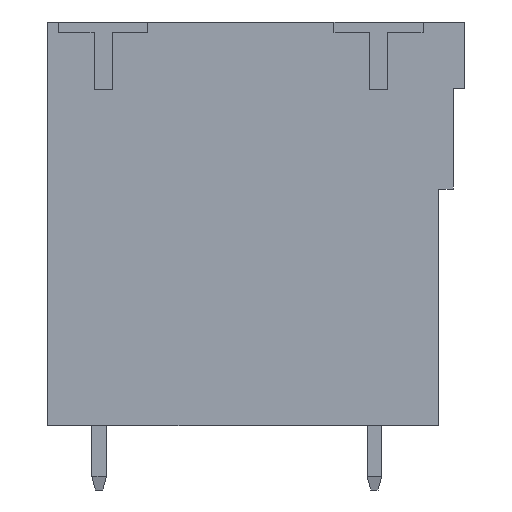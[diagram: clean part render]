
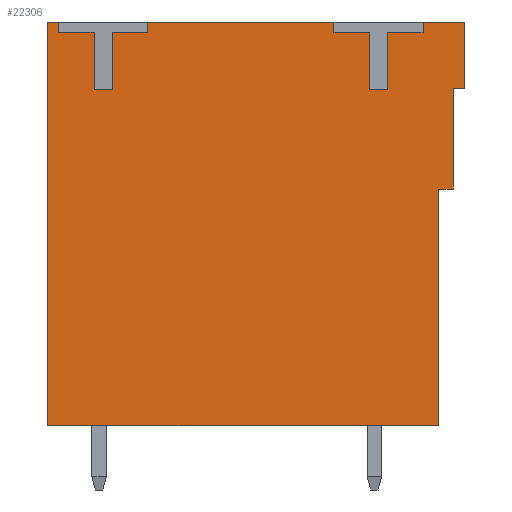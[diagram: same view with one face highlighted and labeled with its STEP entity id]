
A CAD part, left-side view. The second image highlights one B-rep face of the part: STEP entity #22306.
In plain terms, the highlighted planar face has unit normal (-1, 0, 0).
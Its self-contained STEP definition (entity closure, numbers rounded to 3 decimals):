
#5548=ORIENTED_EDGE('',*,*,#6916,.T.);
#5549=ORIENTED_EDGE('',*,*,#6630,.T.);
#5550=ORIENTED_EDGE('',*,*,#6634,.T.);
#5551=ORIENTED_EDGE('',*,*,#6652,.T.);
#5552=ORIENTED_EDGE('',*,*,#6649,.T.);
#5553=ORIENTED_EDGE('',*,*,#6646,.T.);
#5554=ORIENTED_EDGE('',*,*,#6643,.T.);
#5555=ORIENTED_EDGE('',*,*,#6640,.T.);
#5556=ORIENTED_EDGE('',*,*,#6923,.T.);
#5557=ORIENTED_EDGE('',*,*,#9219,.T.);
#5558=ORIENTED_EDGE('',*,*,#9221,.T.);
#5559=ORIENTED_EDGE('',*,*,#9223,.T.);
#5560=ORIENTED_EDGE('',*,*,#9225,.T.);
#5561=ORIENTED_EDGE('',*,*,#9227,.T.);
#5562=ORIENTED_EDGE('',*,*,#9229,.T.);
#5563=ORIENTED_EDGE('',*,*,#9230,.T.);
#5564=ORIENTED_EDGE('',*,*,#6920,.T.);
#5565=ORIENTED_EDGE('',*,*,#9232,.T.);
#5566=ORIENTED_EDGE('',*,*,#9234,.T.);
#5567=ORIENTED_EDGE('',*,*,#9236,.T.);
#5568=ORIENTED_EDGE('',*,*,#9238,.T.);
#5569=ORIENTED_EDGE('',*,*,#9240,.T.);
#5570=ORIENTED_EDGE('',*,*,#9242,.T.);
#5571=ORIENTED_EDGE('',*,*,#9243,.T.);
#6630=EDGE_CURVE('',#9777,#9776,#11818,.T.);
#6634=EDGE_CURVE('',#9776,#9779,#11822,.T.);
#6640=EDGE_CURVE('',#9785,#9784,#11828,.T.);
#6643=EDGE_CURVE('',#9787,#9785,#11831,.T.);
#6646=EDGE_CURVE('',#9789,#9787,#11834,.T.);
#6649=EDGE_CURVE('',#9791,#9789,#11837,.T.);
#6652=EDGE_CURVE('',#9779,#9791,#11840,.T.);
#6916=EDGE_CURVE('',#10047,#9777,#12096,.T.);
#6920=EDGE_CURVE('',#10051,#10050,#12100,.T.);
#6923=EDGE_CURVE('',#9784,#10052,#12103,.T.);
#9219=EDGE_CURVE('',#10052,#11448,#14247,.T.);
#9221=EDGE_CURVE('',#11448,#11449,#14249,.T.);
#9223=EDGE_CURVE('',#11449,#11450,#14251,.T.);
#9225=EDGE_CURVE('',#11450,#11451,#14253,.T.);
#9227=EDGE_CURVE('',#11451,#11452,#14255,.T.);
#9229=EDGE_CURVE('',#11452,#11453,#14257,.T.);
#9230=EDGE_CURVE('',#11453,#10051,#14258,.T.);
#9232=EDGE_CURVE('',#10050,#11454,#14260,.T.);
#9234=EDGE_CURVE('',#11454,#11455,#14262,.T.);
#9236=EDGE_CURVE('',#11455,#11456,#14264,.T.);
#9238=EDGE_CURVE('',#11456,#11457,#14266,.T.);
#9240=EDGE_CURVE('',#11457,#11458,#14268,.T.);
#9242=EDGE_CURVE('',#11458,#11459,#14270,.T.);
#9243=EDGE_CURVE('',#11459,#10047,#14271,.T.);
#9776=VERTEX_POINT('',#29548);
#9777=VERTEX_POINT('',#29550);
#9779=VERTEX_POINT('',#29556);
#9784=VERTEX_POINT('',#29568);
#9785=VERTEX_POINT('',#29570);
#9787=VERTEX_POINT('',#29576);
#9789=VERTEX_POINT('',#29582);
#9791=VERTEX_POINT('',#29588);
#10047=VERTEX_POINT('',#30124);
#10050=VERTEX_POINT('',#30130);
#10051=VERTEX_POINT('',#30132);
#10052=VERTEX_POINT('',#30135);
#11448=VERTEX_POINT('',#34751);
#11449=VERTEX_POINT('',#34755);
#11450=VERTEX_POINT('',#34759);
#11451=VERTEX_POINT('',#34763);
#11452=VERTEX_POINT('',#34767);
#11453=VERTEX_POINT('',#34771);
#11454=VERTEX_POINT('',#34777);
#11455=VERTEX_POINT('',#34781);
#11456=VERTEX_POINT('',#34785);
#11457=VERTEX_POINT('',#34789);
#11458=VERTEX_POINT('',#34793);
#11459=VERTEX_POINT('',#34797);
#11818=LINE('',#29549,#14804);
#11822=LINE('',#29557,#14808);
#11828=LINE('',#29569,#14814);
#11831=LINE('',#29575,#14817);
#11834=LINE('',#29581,#14820);
#11837=LINE('',#29587,#14823);
#11840=LINE('',#29592,#14826);
#12096=LINE('',#30123,#15082);
#12100=LINE('',#30131,#15086);
#12103=LINE('',#30136,#15089);
#14247=LINE('',#34752,#17233);
#14249=LINE('',#34756,#17235);
#14251=LINE('',#34760,#17237);
#14253=LINE('',#34764,#17239);
#14255=LINE('',#34768,#17241);
#14257=LINE('',#34772,#17243);
#14258=LINE('',#34774,#17244);
#14260=LINE('',#34778,#17246);
#14262=LINE('',#34782,#17248);
#14264=LINE('',#34786,#17250);
#14266=LINE('',#34790,#17252);
#14268=LINE('',#34794,#17254);
#14270=LINE('',#34798,#17256);
#14271=LINE('',#34800,#17257);
#14804=VECTOR('',#23888,1000.);
#14808=VECTOR('',#23894,1000.);
#14814=VECTOR('',#23902,1000.);
#14817=VECTOR('',#23907,1000.);
#14820=VECTOR('',#23912,1000.);
#14823=VECTOR('',#23917,1000.);
#14826=VECTOR('',#23922,1000.);
#15082=VECTOR('',#24218,1000.);
#15086=VECTOR('',#24222,1000.);
#15089=VECTOR('',#24225,1000.);
#17233=VECTOR('',#28521,1000.);
#17235=VECTOR('',#28525,1000.);
#17237=VECTOR('',#28529,1000.);
#17239=VECTOR('',#28533,1000.);
#17241=VECTOR('',#28537,1000.);
#17243=VECTOR('',#28541,1000.);
#17244=VECTOR('',#28544,1000.);
#17246=VECTOR('',#28548,1000.);
#17248=VECTOR('',#28552,1000.);
#17250=VECTOR('',#28556,1000.);
#17252=VECTOR('',#28560,1000.);
#17254=VECTOR('',#28564,1000.);
#17256=VECTOR('',#28568,1000.);
#17257=VECTOR('',#28571,1000.);
#18782=EDGE_LOOP('',(#5548,#5549,#5550,#5551,#5552,#5553,#5554,#5555,#5556,
#5557,#5558,#5559,#5560,#5561,#5562,#5563,#5564,#5565,#5566,#5567,#5568,
#5569,#5570,#5571));
#20032=FACE_BOUND('',#18782,.T.);
#21164=PLANE('',#23646);
#22306=ADVANCED_FACE('',(#20032),#21164,.T.);
#23646=AXIS2_PLACEMENT_3D('',#34801,#28572,#28573);
#23888=DIRECTION('',(0.,0.,-1.));
#23894=DIRECTION('',(0.,-1.,0.));
#23902=DIRECTION('',(0.,0.,1.));
#23907=DIRECTION('',(0.,-1.,0.));
#23912=DIRECTION('',(0.,0.,1.));
#23917=DIRECTION('',(0.,-1.,0.));
#23922=DIRECTION('',(0.,0.,1.));
#24218=DIRECTION('',(0.,1.,0.));
#24222=DIRECTION('',(0.,1.,0.));
#24225=DIRECTION('',(0.,1.,0.));
#28521=DIRECTION('',(0.,0.,-1.));
#28525=DIRECTION('',(0.,1.,0.));
#28529=DIRECTION('',(0.,0.,-1.));
#28533=DIRECTION('',(0.,1.,0.));
#28537=DIRECTION('',(0.,0.,1.));
#28541=DIRECTION('',(0.,1.,0.));
#28544=DIRECTION('',(0.,0.,1.));
#28548=DIRECTION('',(0.,0.,-1.));
#28552=DIRECTION('',(0.,1.,0.));
#28556=DIRECTION('',(0.,0.,-1.));
#28560=DIRECTION('',(0.,1.,0.));
#28564=DIRECTION('',(0.,0.,1.));
#28568=DIRECTION('',(0.,1.,0.));
#28571=DIRECTION('',(0.,0.,1.));
#28572=DIRECTION('',(-1.,0.,0.));
#28573=DIRECTION('',(0.,0.,1.));
#29548=CARTESIAN_POINT('',(-15.735,11.35,-22.));
#29549=CARTESIAN_POINT('',(-15.735,11.35,0.));
#29550=CARTESIAN_POINT('',(-15.735,11.35,0.));
#29556=CARTESIAN_POINT('',(-15.735,-9.95,-22.));
#29557=CARTESIAN_POINT('',(-15.735,11.35,-22.));
#29568=CARTESIAN_POINT('',(-15.735,-11.35,0.));
#29569=CARTESIAN_POINT('',(-15.735,-11.35,-3.6));
#29570=CARTESIAN_POINT('',(-15.735,-11.35,-3.6));
#29575=CARTESIAN_POINT('',(-15.735,-10.75,-3.6));
#29576=CARTESIAN_POINT('',(-15.735,-10.75,-3.6));
#29581=CARTESIAN_POINT('',(-15.735,-10.75,-9.1));
#29582=CARTESIAN_POINT('',(-15.735,-10.75,-9.1));
#29587=CARTESIAN_POINT('',(-15.735,-9.95,-9.1));
#29588=CARTESIAN_POINT('',(-15.735,-9.95,-9.1));
#29592=CARTESIAN_POINT('',(-15.735,-9.95,-22.));
#30123=CARTESIAN_POINT('',(-15.735,10.75,0.));
#30124=CARTESIAN_POINT('',(-15.735,10.75,0.));
#30130=CARTESIAN_POINT('',(-15.735,5.9,0.));
#30131=CARTESIAN_POINT('',(-15.735,-4.25,0.));
#30132=CARTESIAN_POINT('',(-15.735,-4.25,0.));
#30135=CARTESIAN_POINT('',(-15.735,-9.1,0.));
#30136=CARTESIAN_POINT('',(-15.735,-11.35,0.));
#34751=CARTESIAN_POINT('',(-15.735,-9.1,-0.55));
#34752=CARTESIAN_POINT('',(-15.735,-9.1,0.));
#34755=CARTESIAN_POINT('',(-15.735,-7.175,-0.55));
#34756=CARTESIAN_POINT('',(-15.735,-9.1,-0.55));
#34759=CARTESIAN_POINT('',(-15.735,-7.175,-3.7));
#34760=CARTESIAN_POINT('',(-15.735,-7.175,-0.55));
#34763=CARTESIAN_POINT('',(-15.735,-6.175,-3.7));
#34764=CARTESIAN_POINT('',(-15.735,-7.175,-3.7));
#34767=CARTESIAN_POINT('',(-15.735,-6.175,-0.55));
#34768=CARTESIAN_POINT('',(-15.735,-6.175,-3.7));
#34771=CARTESIAN_POINT('',(-15.735,-4.25,-0.55));
#34772=CARTESIAN_POINT('',(-15.735,-6.175,-0.55));
#34774=CARTESIAN_POINT('',(-15.735,-4.25,-0.55));
#34777=CARTESIAN_POINT('',(-15.735,5.9,-0.55));
#34778=CARTESIAN_POINT('',(-15.735,5.9,0.));
#34781=CARTESIAN_POINT('',(-15.735,7.825,-0.55));
#34782=CARTESIAN_POINT('',(-15.735,5.9,-0.55));
#34785=CARTESIAN_POINT('',(-15.735,7.825,-3.7));
#34786=CARTESIAN_POINT('',(-15.735,7.825,-0.55));
#34789=CARTESIAN_POINT('',(-15.735,8.825,-3.7));
#34790=CARTESIAN_POINT('',(-15.735,7.825,-3.7));
#34793=CARTESIAN_POINT('',(-15.735,8.825,-0.55));
#34794=CARTESIAN_POINT('',(-15.735,8.825,-3.7));
#34797=CARTESIAN_POINT('',(-15.735,10.75,-0.55));
#34798=CARTESIAN_POINT('',(-15.735,8.825,-0.55));
#34800=CARTESIAN_POINT('',(-15.735,10.75,-0.55));
#34801=CARTESIAN_POINT('',(-15.735,0.,0.));
